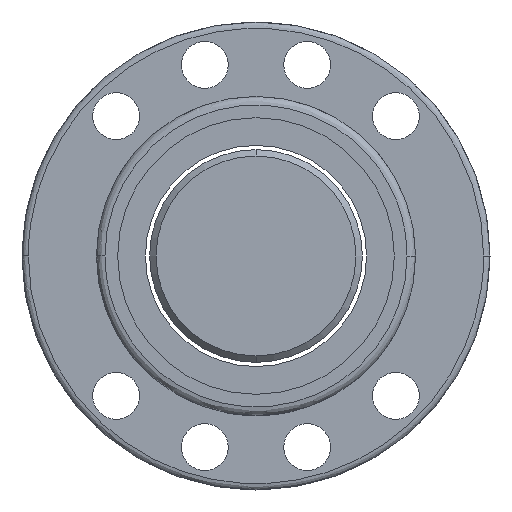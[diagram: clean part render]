
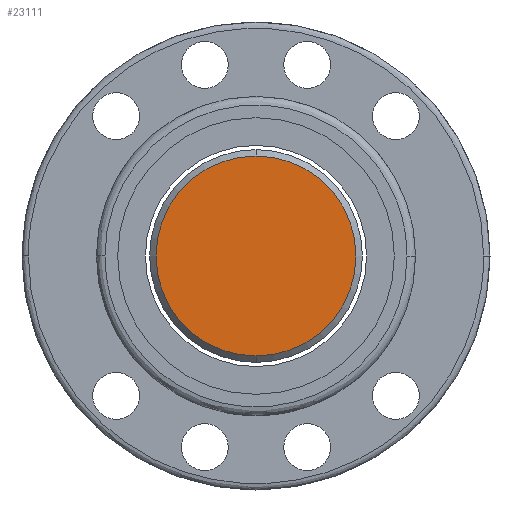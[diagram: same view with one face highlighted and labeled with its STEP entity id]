
A CAD part, left-side view. The second image highlights one B-rep face of the part: STEP entity #23111.
In plain terms, the highlighted planar face has unit normal (-1, 0, 0).
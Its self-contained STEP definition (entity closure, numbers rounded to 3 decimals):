
#1840 = VERTEX_POINT ( 'NONE', #14364 ) ;
#3225 = EDGE_CURVE ( 'NONE', #1840, #11203, #3352, .T. ) ;
#3352 = CIRCLE ( 'NONE', #14923, 23.5 ) ;
#3475 = ORIENTED_EDGE ( 'NONE', *, *, #3225, .F. ) ;
#6738 = DIRECTION ( 'NONE',  ( -1., 0., 0. ) ) ;
#7232 = FACE_OUTER_BOUND ( 'NONE', #11653, .T. ) ;
#7767 = DIRECTION ( 'NONE',  ( 0., 0., -1. ) ) ;
#8475 = CIRCLE ( 'NONE', #10550, 23.5 ) ;
#8504 = DIRECTION ( 'NONE',  ( 0., -1., 0. ) ) ;
#9536 = DIRECTION ( 'NONE',  ( 1., 0., 0. ) ) ;
#10416 = DIRECTION ( 'NONE',  ( 0., 0., -1. ) ) ;
#10550 = AXIS2_PLACEMENT_3D ( 'NONE', #16785, #9536, #7767 ) ;
#11203 = VERTEX_POINT ( 'NONE', #16095 ) ;
#11653 = EDGE_LOOP ( 'NONE', ( #16181, #3475 ) ) ;
#13950 = PLANE ( 'NONE',  #20100 ) ;
#14364 = CARTESIAN_POINT ( 'NONE',  ( -211., 0., 23.5 ) ) ;
#14923 = AXIS2_PLACEMENT_3D ( 'NONE', #21848, #21532, #10416 ) ;
#15654 = EDGE_CURVE ( 'NONE', #11203, #1840, #8475, .T. ) ;
#16095 = CARTESIAN_POINT ( 'NONE',  ( -211., 0., -23.5 ) ) ;
#16181 = ORIENTED_EDGE ( 'NONE', *, *, #15654, .F. ) ;
#16785 = CARTESIAN_POINT ( 'NONE',  ( -211., 0., 0. ) ) ;
#19594 = CARTESIAN_POINT ( 'NONE',  ( -211., 12.5, 0. ) ) ;
#20100 = AXIS2_PLACEMENT_3D ( 'NONE', #19594, #6738, #8504 ) ;
#21532 = DIRECTION ( 'NONE',  ( 1., 0., 0. ) ) ;
#21848 = CARTESIAN_POINT ( 'NONE',  ( -211., 0., 0. ) ) ;
#23111 = ADVANCED_FACE ( 'NONE', ( #7232 ), #13950, .T. ) ;
